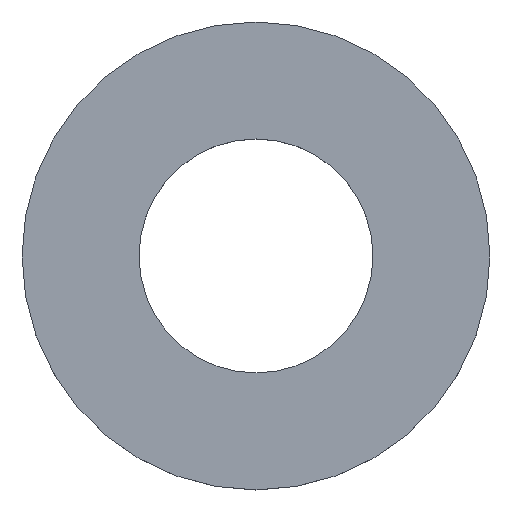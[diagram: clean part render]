
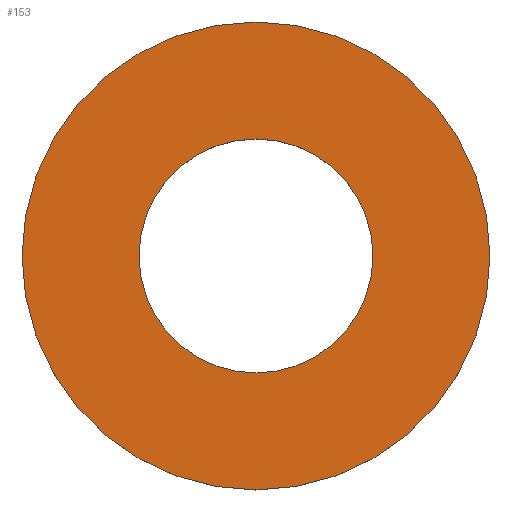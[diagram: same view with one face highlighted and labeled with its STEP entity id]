
A CAD part, top view. The second image highlights one B-rep face of the part: STEP entity #153.
In plain terms, the highlighted planar face has unit normal (0, 0, 1).
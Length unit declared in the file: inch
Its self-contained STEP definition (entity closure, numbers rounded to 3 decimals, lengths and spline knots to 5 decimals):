
#1 = FACE_BOUND ( 'NONE', #207, .T. ) ;
#3 = VERTEX_POINT ( 'NONE', #110 ) ;
#10 = FACE_OUTER_BOUND ( 'NONE', #130, .T. ) ;
#20 = CARTESIAN_POINT ( 'NONE',  ( 0., 0., 0. ) ) ;
#21 = CARTESIAN_POINT ( 'NONE',  ( 0., 0., 0. ) ) ;
#27 = EDGE_CURVE ( 'NONE', #71, #50, #175, .T. ) ;
#38 = DIRECTION ( 'NONE',  ( 1., 0., 0. ) ) ;
#39 = DIRECTION ( 'NONE',  ( 1., 0., 0. ) ) ;
#50 = VERTEX_POINT ( 'NONE', #174 ) ;
#64 = CIRCLE ( 'NONE', #106, 0.53125 ) ;
#68 = EDGE_CURVE ( 'NONE', #50, #71, #64, .T. ) ;
#70 = AXIS2_PLACEMENT_3D ( 'NONE', #208, #224, #111 ) ;
#71 = VERTEX_POINT ( 'NONE', #189 ) ;
#77 = DIRECTION ( 'NONE',  ( 0., 0., 1. ) ) ;
#91 = CARTESIAN_POINT ( 'NONE',  ( 0., 0., 0. ) ) ;
#104 = ORIENTED_EDGE ( 'NONE', *, *, #68, .T. ) ;
#106 = AXIS2_PLACEMENT_3D ( 'NONE', #91, #228, #115 ) ;
#108 = CIRCLE ( 'NONE', #223, 0.26563 ) ;
#110 = CARTESIAN_POINT ( 'NONE',  ( -0.26563, 0., 0. ) ) ;
#111 = DIRECTION ( 'NONE',  ( 1., 0., 0. ) ) ;
#115 = DIRECTION ( 'NONE',  ( 1., 0., 0. ) ) ;
#124 = ORIENTED_EDGE ( 'NONE', *, *, #226, .F. ) ;
#127 = VERTEX_POINT ( 'NONE', #213 ) ;
#130 = EDGE_LOOP ( 'NONE', ( #251, #104 ) ) ;
#137 = CARTESIAN_POINT ( 'NONE',  ( 0., 0., 0. ) ) ;
#153 = ADVANCED_FACE ( 'NONE', ( #1, #10 ), #158, .T. ) ;
#158 = PLANE ( 'NONE',  #199 ) ;
#159 = DIRECTION ( 'NONE',  ( 0., 0., 1. ) ) ;
#160 = DIRECTION ( 'NONE',  ( 0., 0., 1. ) ) ;
#174 = CARTESIAN_POINT ( 'NONE',  ( -0.53125, 0., 0. ) ) ;
#175 = CIRCLE ( 'NONE', #70, 0.53125 ) ;
#186 = AXIS2_PLACEMENT_3D ( 'NONE', #20, #159, #38 ) ;
#188 = EDGE_CURVE ( 'NONE', #127, #3, #203, .T. ) ;
#189 = CARTESIAN_POINT ( 'NONE',  ( 0.53125, 0., 0. ) ) ;
#199 = AXIS2_PLACEMENT_3D ( 'NONE', #137, #77, #215 ) ;
#203 = CIRCLE ( 'NONE', #186, 0.26563 ) ;
#207 = EDGE_LOOP ( 'NONE', ( #242, #124 ) ) ;
#208 = CARTESIAN_POINT ( 'NONE',  ( 0., 0., 0. ) ) ;
#213 = CARTESIAN_POINT ( 'NONE',  ( 0.26563, 0., 0. ) ) ;
#215 = DIRECTION ( 'NONE',  ( 1., 0., 0. ) ) ;
#223 = AXIS2_PLACEMENT_3D ( 'NONE', #21, #160, #39 ) ;
#224 = DIRECTION ( 'NONE',  ( 0., 0., 1. ) ) ;
#226 = EDGE_CURVE ( 'NONE', #3, #127, #108, .T. ) ;
#228 = DIRECTION ( 'NONE',  ( 0., 0., 1. ) ) ;
#242 = ORIENTED_EDGE ( 'NONE', *, *, #188, .F. ) ;
#251 = ORIENTED_EDGE ( 'NONE', *, *, #27, .T. ) ;
